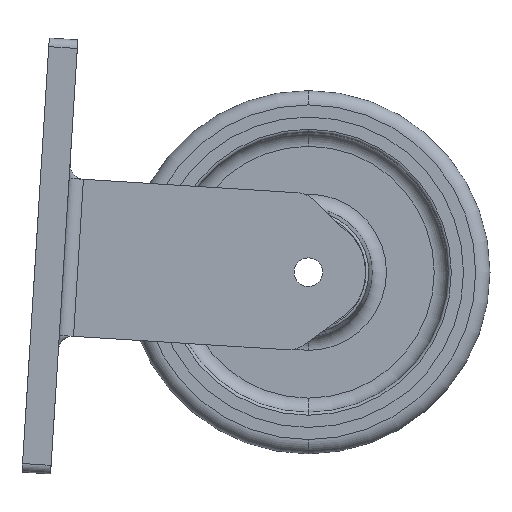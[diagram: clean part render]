
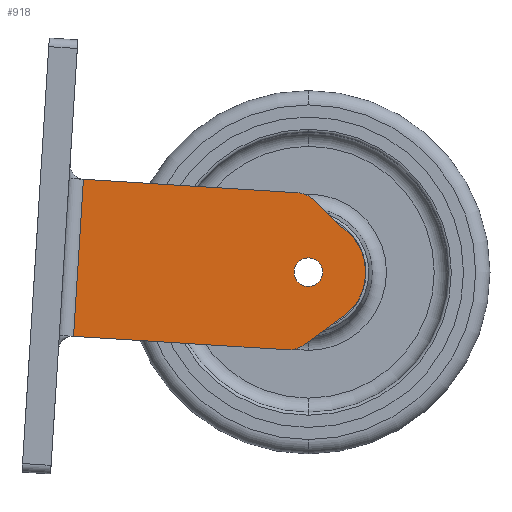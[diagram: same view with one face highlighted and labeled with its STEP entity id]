
A CAD part, left-side view. The second image highlights one B-rep face of the part: STEP entity #918.
In plain terms, the highlighted planar face has unit normal (-1, 0, 0).
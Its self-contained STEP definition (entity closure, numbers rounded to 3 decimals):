
#3 = LINE ( 'NONE', #3798, #2651 ) ;
#67 = DIRECTION ( 'NONE',  ( -1., 0., 0. ) ) ;
#84 = EDGE_CURVE ( 'NONE', #3862, #3625, #671, .T. ) ;
#155 = FACE_BOUND ( 'NONE', #2838, .T. ) ;
#173 = CARTESIAN_POINT ( 'NONE',  ( 8.042, -20.421, -139.498 ) ) ;
#242 = VERTEX_POINT ( 'NONE', #697 ) ;
#389 = CIRCLE ( 'NONE', #4435, 15. ) ;
#390 = CIRCLE ( 'NONE', #1474, 5. ) ;
#425 = DIRECTION ( 'NONE',  ( 0., 0.063, -0.998 ) ) ;
#632 = DIRECTION ( 'NONE',  ( -1., 0., 0. ) ) ;
#671 = LINE ( 'NONE', #4537, #4459 ) ;
#692 = EDGE_CURVE ( 'NONE', #3763, #1976, #3, .T. ) ;
#697 = CARTESIAN_POINT ( 'NONE',  ( 8.042, 35.554, -113.434 ) ) ;
#750 = VECTOR ( 'NONE', #4709, 1000. ) ;
#771 = LINE ( 'NONE', #4453, #4721 ) ;
#849 = EDGE_CURVE ( 'NONE', #5352, #1976, #771, .T. ) ;
#874 = CIRCLE ( 'NONE', #5297, 20. ) ;
#898 = CIRCLE ( 'NONE', #1943, 5. ) ;
#918 = ADVANCED_FACE ( 'NONE', ( #155, #2720 ), #2370, .F. ) ;
#1001 = DIRECTION ( 'NONE',  ( 0., -0.807, 0.591 ) ) ;
#1064 = CARTESIAN_POINT ( 'NONE',  ( 8.042, 38.851, -80.663 ) ) ;
#1122 = ORIENTED_EDGE ( 'NONE', *, *, #3931, .T. ) ;
#1156 = DIRECTION ( 'NONE',  ( 1., 0., 0. ) ) ;
#1382 = DIRECTION ( 'NONE',  ( 0., 0.063, -0.998 ) ) ;
#1474 = AXIS2_PLACEMENT_3D ( 'NONE', #2969, #1156, #4286 ) ;
#1556 = DIRECTION ( 'NONE',  ( 1., 0., 0. ) ) ;
#1557 = ORIENTED_EDGE ( 'NONE', *, *, #849, .T. ) ;
#1625 = DIRECTION ( 'NONE',  ( -1., 0., 0. ) ) ;
#1660 = ORIENTED_EDGE ( 'NONE', *, *, #3854, .T. ) ;
#1693 = EDGE_CURVE ( 'NONE', #2380, #5352, #1939, .T. ) ;
#1736 = EDGE_LOOP ( 'NONE', ( #2957, #1557, #3054, #3492, #5111, #1660, #4378, #5222, #1122, #4547 ) ) ;
#1909 = DIRECTION ( 'NONE',  ( 0., 0.063, -0.998 ) ) ;
#1939 = LINE ( 'NONE', #3061, #2493 ) ;
#1943 = AXIS2_PLACEMENT_3D ( 'NONE', #4340, #4724, #5206 ) ;
#1969 = DIRECTION ( 'NONE',  ( 0., 0.063, -0.998 ) ) ;
#1976 = VERTEX_POINT ( 'NONE', #4611 ) ;
#1980 = AXIS2_PLACEMENT_3D ( 'NONE', #4775, #1625, #5230 ) ;
#2104 = ORIENTED_EDGE ( 'NONE', *, *, #4929, .T. ) ;
#2247 = CARTESIAN_POINT ( 'NONE',  ( 8.042, 42.302, -135.555 ) ) ;
#2262 = VERTEX_POINT ( 'NONE', #4480 ) ;
#2301 = CARTESIAN_POINT ( 'NONE',  ( 8.042, 30.607, -106.566 ) ) ;
#2370 = PLANE ( 'NONE',  #3217 ) ;
#2380 = VERTEX_POINT ( 'NONE', #1064 ) ;
#2441 = CARTESIAN_POINT ( 'NONE',  ( 8.042, 113.857, -75.948 ) ) ;
#2448 = CARTESIAN_POINT ( 'NONE',  ( 8.042, 16.706, -100.93 ) ) ;
#2493 = VECTOR ( 'NONE', #3535, 1000. ) ;
#2651 = VECTOR ( 'NONE', #5564, 1000. ) ;
#2716 = DIRECTION ( 'NONE',  ( -1., 0., 0. ) ) ;
#2720 = FACE_OUTER_BOUND ( 'NONE', #1736, .T. ) ;
#2836 = CARTESIAN_POINT ( 'NONE',  ( 8.042, 30.879, -110.888 ) ) ;
#2838 = EDGE_LOOP ( 'NONE', ( #5799, #2104 ) ) ;
#2885 = CARTESIAN_POINT ( 'NONE',  ( 8.042, 34.927, -103.454 ) ) ;
#2957 = ORIENTED_EDGE ( 'NONE', *, *, #1693, .T. ) ;
#2969 = CARTESIAN_POINT ( 'NONE',  ( 8.042, 35.241, -108.444 ) ) ;
#2978 = EDGE_CURVE ( 'NONE', #3331, #2380, #5380, .T. ) ;
#3036 = CIRCLE ( 'NONE', #1980, 8. ) ;
#3054 = ORIENTED_EDGE ( 'NONE', *, *, #692, .F. ) ;
#3061 = CARTESIAN_POINT ( 'NONE',  ( 8.042, -23.872, -84.606 ) ) ;
#3217 = AXIS2_PLACEMENT_3D ( 'NONE', #173, #1556, #1969 ) ;
#3245 = CARTESIAN_POINT ( 'NONE',  ( 8.042, 39.353, -88.647 ) ) ;
#3331 = VERTEX_POINT ( 'NONE', #3543 ) ;
#3492 = ORIENTED_EDGE ( 'NONE', *, *, #5586, .T. ) ;
#3535 = DIRECTION ( 'NONE',  ( 0., 0.998, 0.063 ) ) ;
#3536 = CIRCLE ( 'NONE', #5836, 15. ) ;
#3543 = CARTESIAN_POINT ( 'NONE',  ( 8.042, 33.853, -82.838 ) ) ;
#3625 = VERTEX_POINT ( 'NONE', #5829 ) ;
#3658 = DIRECTION ( 'NONE',  ( 0., 0.063, -0.998 ) ) ;
#3763 = VERTEX_POINT ( 'NONE', #2247 ) ;
#3771 = DIRECTION ( 'NONE',  ( 0., 0.063, -0.998 ) ) ;
#3798 = CARTESIAN_POINT ( 'NONE',  ( 8.042, -20.421, -139.498 ) ) ;
#3854 = EDGE_CURVE ( 'NONE', #3625, #2262, #389, .T. ) ;
#3862 = VERTEX_POINT ( 'NONE', #5115 ) ;
#3874 = VERTEX_POINT ( 'NONE', #2885 ) ;
#3887 = CARTESIAN_POINT ( 'NONE',  ( 8.042, -23.058, -136.712 ) ) ;
#3921 = LINE ( 'NONE', #3887, #750 ) ;
#3931 = EDGE_CURVE ( 'NONE', #4112, #3331, #3921, .T. ) ;
#4112 = VERTEX_POINT ( 'NONE', #4416 ) ;
#4198 = DIRECTION ( 'NONE',  ( -1., 0., 0. ) ) ;
#4256 = EDGE_CURVE ( 'NONE', #2262, #4749, #874, .T. ) ;
#4286 = DIRECTION ( 'NONE',  ( 0., 0.063, -0.998 ) ) ;
#4340 = CARTESIAN_POINT ( 'NONE',  ( 8.042, 35.241, -108.444 ) ) ;
#4378 = ORIENTED_EDGE ( 'NONE', *, *, #4256, .T. ) ;
#4416 = CARTESIAN_POINT ( 'NONE',  ( 8.042, 20.295, -95.673 ) ) ;
#4435 = AXIS2_PLACEMENT_3D ( 'NONE', #2836, #4198, #3771 ) ;
#4453 = CARTESIAN_POINT ( 'NONE',  ( 8.042, 117.307, -130.839 ) ) ;
#4459 = VECTOR ( 'NONE', #1001, 1000. ) ;
#4480 = CARTESIAN_POINT ( 'NONE',  ( 8.042, 17.793, -118.22 ) ) ;
#4537 = CARTESIAN_POINT ( 'NONE',  ( 8.042, 2.278, -108.525 ) ) ;
#4543 = AXIS2_PLACEMENT_3D ( 'NONE', #3245, #632, #1909 ) ;
#4547 = ORIENTED_EDGE ( 'NONE', *, *, #2978, .T. ) ;
#4569 = CARTESIAN_POINT ( 'NONE',  ( 8.042, 35.241, -108.444 ) ) ;
#4581 = EDGE_CURVE ( 'NONE', #4749, #4112, #3536, .T. ) ;
#4611 = CARTESIAN_POINT ( 'NONE',  ( 8.042, 117.307, -130.839 ) ) ;
#4709 = DIRECTION ( 'NONE',  ( 0., 0.726, 0.687 ) ) ;
#4721 = VECTOR ( 'NONE', #425, 1000. ) ;
#4724 = DIRECTION ( 'NONE',  ( 1., 0., 0. ) ) ;
#4749 = VERTEX_POINT ( 'NONE', #2448 ) ;
#4775 = CARTESIAN_POINT ( 'NONE',  ( 8.042, 41.8, -127.57 ) ) ;
#4861 = EDGE_CURVE ( 'NONE', #242, #3874, #898, .T. ) ;
#4929 = EDGE_CURVE ( 'NONE', #3874, #242, #390, .T. ) ;
#5111 = ORIENTED_EDGE ( 'NONE', *, *, #84, .T. ) ;
#5115 = CARTESIAN_POINT ( 'NONE',  ( 8.042, 37.071, -134.023 ) ) ;
#5206 = DIRECTION ( 'NONE',  ( 0., 0.063, -0.998 ) ) ;
#5222 = ORIENTED_EDGE ( 'NONE', *, *, #4581, .T. ) ;
#5230 = DIRECTION ( 'NONE',  ( 0., 0.063, -0.998 ) ) ;
#5297 = AXIS2_PLACEMENT_3D ( 'NONE', #4569, #67, #3658 ) ;
#5352 = VERTEX_POINT ( 'NONE', #2441 ) ;
#5380 = CIRCLE ( 'NONE', #4543, 8. ) ;
#5564 = DIRECTION ( 'NONE',  ( 0., 0.998, 0.063 ) ) ;
#5586 = EDGE_CURVE ( 'NONE', #3763, #3862, #3036, .T. ) ;
#5799 = ORIENTED_EDGE ( 'NONE', *, *, #4861, .T. ) ;
#5829 = CARTESIAN_POINT ( 'NONE',  ( 8.042, 22.012, -122.987 ) ) ;
#5836 = AXIS2_PLACEMENT_3D ( 'NONE', #2301, #2716, #1382 ) ;
